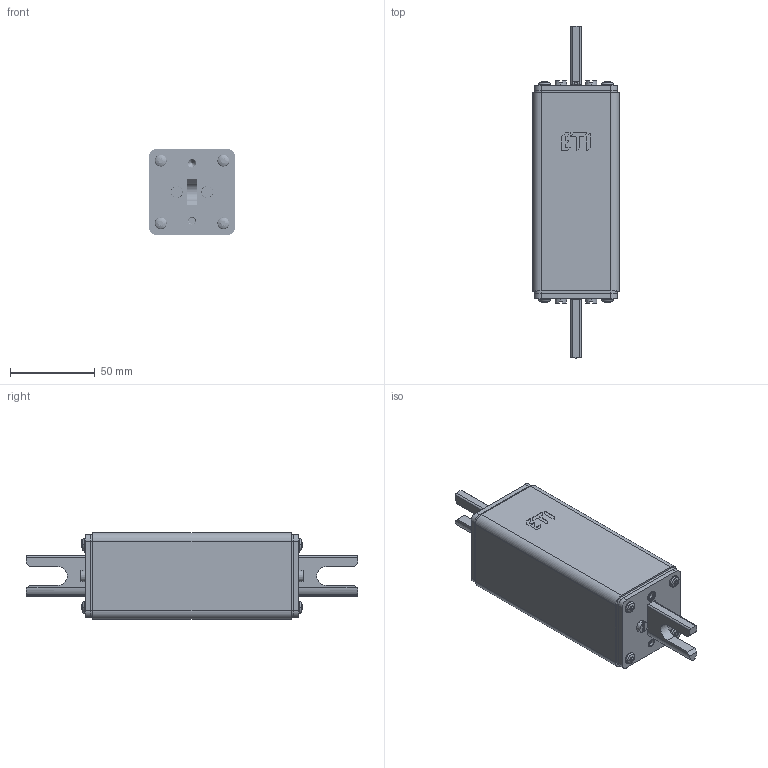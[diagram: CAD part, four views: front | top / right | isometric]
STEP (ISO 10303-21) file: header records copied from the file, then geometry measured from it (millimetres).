
FILE_DESCRIPTION((''),'2;1');
FILE_NAME('1XLU_1500V_ASM','2021-09-27T',('marketing.praksa'),('Audax d.o.o.'),'CREO PARAMETRIC BY PTC INC, 2017480','CREO PARAMETRIC BY PTC INC, 2017480','');
FILE_SCHEMA(('AUTOMOTIVE_DESIGN { 1 0 10303 214 1 1 1 1 }'));
Products named in the file (15): 0000066659_2; 0000029902_1_1_2_3; 0000058807_1_1_2_3; 0000036699_1_1; 0000015247_AF0_1_1_2_3_4_5_6__8; 0000015244_AF0_3_1; 0000015261_ASM_1_1_2_3_ASM; 0000037876_1_1_2_3_4_5_6_7_8_16; 0000043213_1_1_2_3_4_5_6_7_8_9; 0000043211_1_1_2; 0000043214_ASM_1_1_2_ASM; 0000011586_1_1_2_3_4_5_6_7_8_9; 0000011580_1_1_2_3_4_5_6_7_8_21; 0000011599_1_1_2_3_4_5_6_7_8_19; 1XLU_1500V_ASM
Assembly tree (28 placements, depth 3):
  1XLU_1500V_ASM
    0000066659_2
    0000029902_1_1_2_3  x2
    0000058807_1_1_2_3
    0000036699_1_1
    0000015261_ASM_1_1_2_3_ASM  x2
      0000015247_AF0_1_1_2_3_4_5_6__8
      0000015244_AF0_3_1
    0000037876_1_1_2_3_4_5_6_7_8_16  x4
    0000043214_ASM_1_1_2_ASM  x8
      0000043213_1_1_2_3_4_5_6_7_8_9
      0000043211_1_1_2
    0000011586_1_1_2_3_4_5_6_7_8_9
    0000011580_1_1_2_3_4_5_6_7_8_21  x2
    0000011599_1_1_2_3_4_5_6_7_8_19  x2
Bounding box: 51 x 196 x 51 mm (x, y, z)
Volume: 332915.9 mm3; surface area: 66233.7 mm2
Topology: 34 solids, 50 shells, 1623 faces, 4492 edges, 2926 vertices
Faces by surface type: cylinder 669, bspline 499, plane 267, cone 92, torus 64, sphere 16, extrusion 16
Entity records: 48418 total; most frequent: CARTESIAN_POINT 26393, ORIENTED_EDGE 2960, DIRECTION 2952, EDGE_CURVE 1502, AXIS2_PLACEMENT_3D 1157, VERTEX_POINT 979, PRESENTATION_STYLE_ASSIGNMENT 916, STYLED_ITEM 865
